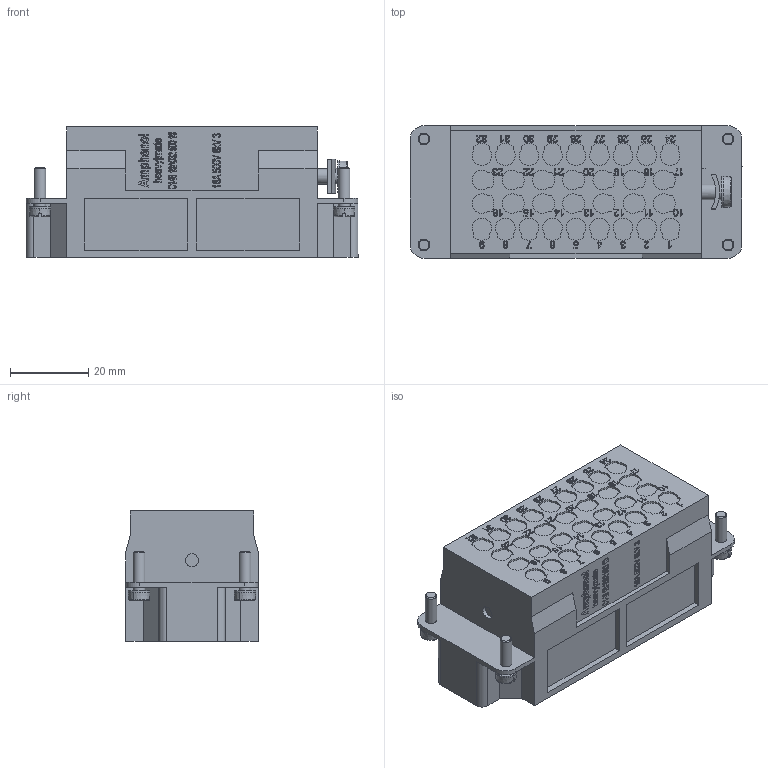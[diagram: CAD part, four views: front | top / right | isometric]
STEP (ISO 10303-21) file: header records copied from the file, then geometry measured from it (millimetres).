
FILE_DESCRIPTION(/* description */ (''),/* implementation_level */ '2;1');
FILE_NAME(/* name */ 'C3D_C146 10A032 500 10.stp',/* time_stamp */ '2018-06-21T12:43:43+02:00',/* author */ (''),/* organization */ (''),/* preprocessor_version */ 'ST-DEVELOPER v16',/* originating_system */ 'SIEMENS PLM Software NX 11.0',/* authorisation */ '');
FILE_SCHEMA (('AP203_CONFIGURATION_CONTROLLED_3D_DESIGN_OF_MECHANICAL_PARTS_AND_ASSEMBLIES_MIM_LF { 1 0 10303 403 2 1 2}'));
Products named in the file (1): 13245nxs001-01
Bounding box: 84.6 x 33.8 x 33.22 mm (x, y, z)
Volume: 52245.1 mm3; surface area: 19157 mm2
Topology: 1 solids, 1 shells, 1933 faces, 4835 edges, 3234 vertices
Faces by surface type: plane 1212, extrusion 481, cylinder 168, cone 62, torus 8, bspline 2
Full cylindrical faces by diameter (mm): 2.6 x32, 3 x8, 3.3 x1, 4 x2, 4.2 x32, 5.5 x4, 8 x1
Entity records: 70271 total; most frequent: CARTESIAN_POINT 26472, ORIENTED_EDGE 9334, DIRECTION 7333, EDGE_CURVE 4667, VECTOR 3579, VERTEX_POINT 3186, LINE 3098, EDGE_LOOP 2385
